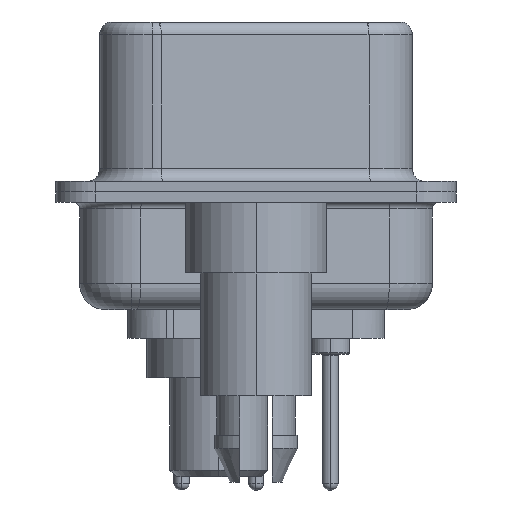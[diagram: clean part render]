
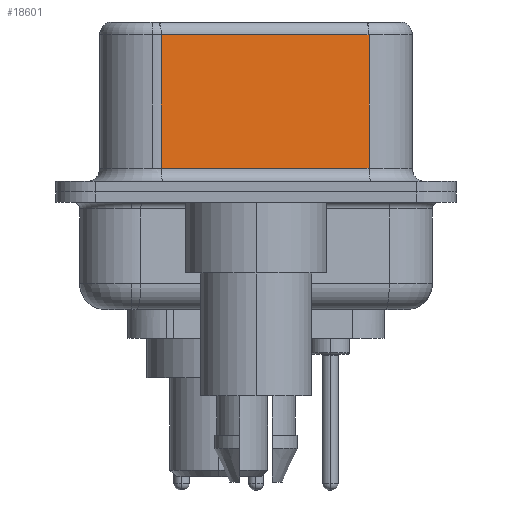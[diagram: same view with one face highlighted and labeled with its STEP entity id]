
A CAD part, left-side view. The second image highlights one B-rep face of the part: STEP entity #18601.
In plain terms, the highlighted planar face has unit normal (-0.985, -0.174, 0).
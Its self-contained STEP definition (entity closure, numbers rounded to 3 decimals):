
#586 = CARTESIAN_POINT ( 'NONE',  ( 5.132, -4.322, 6.52 ) ) ;
#2845 = EDGE_LOOP ( 'NONE', ( #19996, #22126, #18448, #4376 ) ) ;
#3015 = DIRECTION ( 'NONE',  ( -0.174, 0.985, 0. ) ) ;
#3330 = CARTESIAN_POINT ( 'NONE',  ( 3.73, 3.628, 6.52 ) ) ;
#4153 = CARTESIAN_POINT ( 'NONE',  ( 5.132, -4.322, 6.52 ) ) ;
#4376 = ORIENTED_EDGE ( 'NONE', *, *, #22718, .T. ) ;
#5197 = VECTOR ( 'NONE', #8609, 1000. ) ;
#5992 = VERTEX_POINT ( 'NONE', #22305 ) ;
#7173 = VERTEX_POINT ( 'NONE', #11604 ) ;
#7486 = CARTESIAN_POINT ( 'NONE',  ( 5.132, -4.322, 6.02 ) ) ;
#8220 = VECTOR ( 'NONE', #20259, 1000. ) ;
#8590 = VECTOR ( 'NONE', #11443, 1000. ) ;
#8609 = DIRECTION ( 'NONE',  ( 0.174, -0.985, 0. ) ) ;
#11443 = DIRECTION ( 'NONE',  ( 0., 0., -1. ) ) ;
#11604 = CARTESIAN_POINT ( 'NONE',  ( 5.132, -4.322, 0.9 ) ) ;
#11622 = LINE ( 'NONE', #23140, #5197 ) ;
#12839 = LINE ( 'NONE', #7486, #29917 ) ;
#12887 = CARTESIAN_POINT ( 'NONE',  ( 3.73, 3.628, 6.02 ) ) ;
#15018 = LINE ( 'NONE', #4153, #8590 ) ;
#15094 = VERTEX_POINT ( 'NONE', #12887 ) ;
#16986 = EDGE_CURVE ( 'NONE', #15094, #26116, #21131, .T. ) ;
#17237 = EDGE_CURVE ( 'NONE', #5992, #7173, #15018, .T. ) ;
#17509 = DIRECTION ( 'NONE',  ( 0.985, 0.174, 0. ) ) ;
#18417 = CARTESIAN_POINT ( 'NONE',  ( 3.73, 3.628, 0.9 ) ) ;
#18448 = ORIENTED_EDGE ( 'NONE', *, *, #16986, .T. ) ;
#18601 = ADVANCED_FACE ( 'NONE', ( #19528 ), #29590, .F. ) ;
#19528 = FACE_OUTER_BOUND ( 'NONE', #2845, .T. ) ;
#19996 = ORIENTED_EDGE ( 'NONE', *, *, #17237, .F. ) ;
#20259 = DIRECTION ( 'NONE',  ( 0., 0., -1. ) ) ;
#21131 = LINE ( 'NONE', #3330, #8220 ) ;
#21387 = EDGE_CURVE ( 'NONE', #5992, #15094, #12839, .T. ) ;
#22126 = ORIENTED_EDGE ( 'NONE', *, *, #21387, .T. ) ;
#22305 = CARTESIAN_POINT ( 'NONE',  ( 5.132, -4.322, 6.02 ) ) ;
#22718 = EDGE_CURVE ( 'NONE', #26116, #7173, #11622, .T. ) ;
#23140 = CARTESIAN_POINT ( 'NONE',  ( 5.132, -4.322, 0.9 ) ) ;
#24969 = AXIS2_PLACEMENT_3D ( 'NONE', #586, #17509, #3015 ) ;
#26116 = VERTEX_POINT ( 'NONE', #18417 ) ;
#29346 = DIRECTION ( 'NONE',  ( -0.174, 0.985, 0. ) ) ;
#29590 = PLANE ( 'NONE',  #24969 ) ;
#29917 = VECTOR ( 'NONE', #29346, 1000. ) ;
